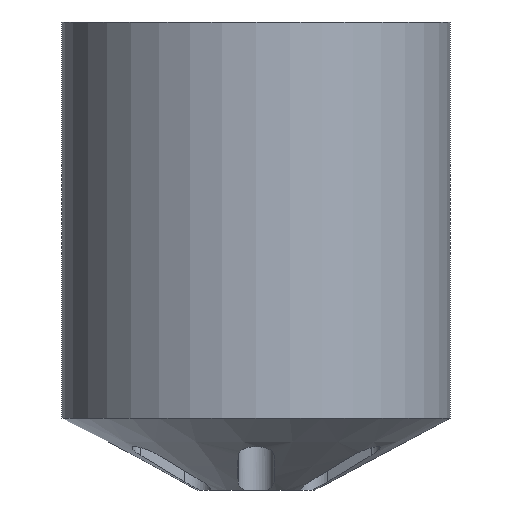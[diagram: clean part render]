
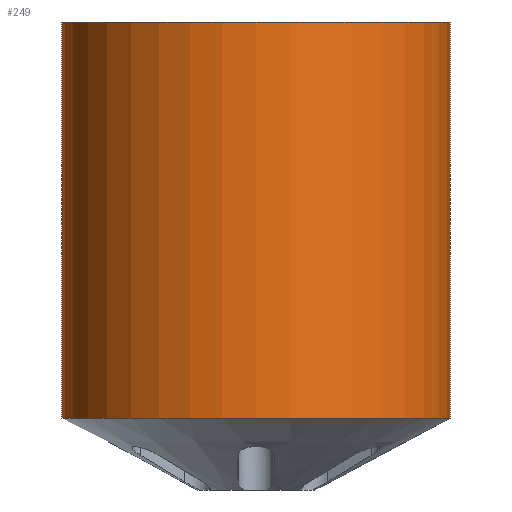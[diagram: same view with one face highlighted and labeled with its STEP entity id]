
A CAD part, front view. The second image highlights one B-rep face of the part: STEP entity #249.
In plain terms, the highlighted cylindrical face has radius 27 mm (diameter 54 mm), a full revolution.
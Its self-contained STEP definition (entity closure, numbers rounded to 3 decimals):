
#21 = EDGE_CURVE('',#22,#22,#24,.T.);
#22 = VERTEX_POINT('',#23);
#23 = CARTESIAN_POINT('',(27.,0.,50.));
#24 = CIRCLE('',#25,27.);
#25 = AXIS2_PLACEMENT_3D('',#26,#27,#28);
#26 = CARTESIAN_POINT('',(0.,0.,50.));
#27 = DIRECTION('',(0.,0.,1.));
#28 = DIRECTION('',(1.,0.,0.));
#249 = ADVANCED_FACE('',(#250),#268,.T.);
#250 = FACE_BOUND('',#251,.F.);
#251 = EDGE_LOOP('',(#252,#259,#266,#267));
#252 = ORIENTED_EDGE('',*,*,#253,.T.);
#253 = EDGE_CURVE('',#22,#254,#256,.T.);
#254 = VERTEX_POINT('',#255);
#255 = CARTESIAN_POINT('',(27.,0.,-5.));
#256 = B_SPLINE_CURVE_WITH_KNOTS('',1,(#257,#258),.UNSPECIFIED.,.F.,.F.,
  (2,2),(-50.,5.),.PIECEWISE_BEZIER_KNOTS.);
#257 = CARTESIAN_POINT('',(27.,0.,50.));
#258 = CARTESIAN_POINT('',(27.,0.,-5.));
#259 = ORIENTED_EDGE('',*,*,#260,.T.);
#260 = EDGE_CURVE('',#254,#254,#261,.T.);
#261 = CIRCLE('',#262,27.);
#262 = AXIS2_PLACEMENT_3D('',#263,#264,#265);
#263 = CARTESIAN_POINT('',(0.,0.,-5.));
#264 = DIRECTION('',(0.,0.,-1.));
#265 = DIRECTION('',(1.,0.,0.));
#266 = ORIENTED_EDGE('',*,*,#253,.F.);
#267 = ORIENTED_EDGE('',*,*,#21,.T.);
#268 = CYLINDRICAL_SURFACE('',#269,27.);
#269 = AXIS2_PLACEMENT_3D('',#270,#271,#272);
#270 = CARTESIAN_POINT('',(0.,0.,0.));
#271 = DIRECTION('',(-0.,-0.,-1.));
#272 = DIRECTION('',(1.,0.,0.));
